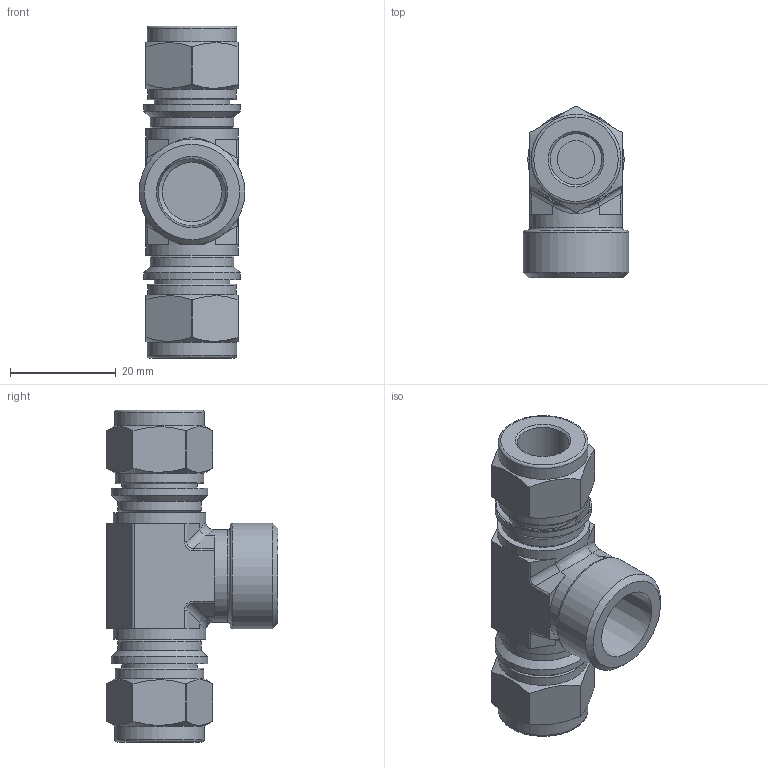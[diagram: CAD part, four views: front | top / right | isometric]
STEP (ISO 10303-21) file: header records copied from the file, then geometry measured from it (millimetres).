
FILE_DESCRIPTION(/* description */ (''),/* implementation_level */ '2;1');
FILE_NAME(/* name */ 'SFBTI-6-4N.stp',/* time_stamp */ '2022-04-28T10:09:06+09:00',/* author */ ('user'),/* organization */ (''),/* preprocessor_version */ 'ST-DEVELOPER v18.1',/* originating_system */ 'Autodesk Inventor 2022',/* authorisation */ '');
FILE_SCHEMA (('AUTOMOTIVE_DESIGN { 1 0 10303 214 3 1 1 }'));
Length unit declared in the file: millimetre
Products named in the file (1): SFBT-6-4N
Bounding box: 20 x 32.48 x 62.83 mm (x, y, z)
Volume: 14426.3 mm3; surface area: 8305 mm2
Topology: 1 solids, 1 shells, 151 faces, 340 edges, 209 vertices
Faces by surface type: plane 66, cylinder 54, cone 19, torus 6, bspline 6
Full cylindrical faces by diameter (mm): 1.485 x1, 1.98 x1, 7.112 x2, 9.73 x2, 11.2 x1, 12.5 x2, 13.05 x2, 14.28 x2, 15.8 x2, 16.8 x2, 17 x2, 17.5 x3, 18.25 x2, 20 x1
Entity records: 4373 total; most frequent: CARTESIAN_POINT 914, DIRECTION 768, ORIENTED_EDGE 680, EDGE_CURVE 340, AXIS2_PLACEMENT_3D 307, VERTEX_POINT 209, EDGE_LOOP 169, LINE 154
